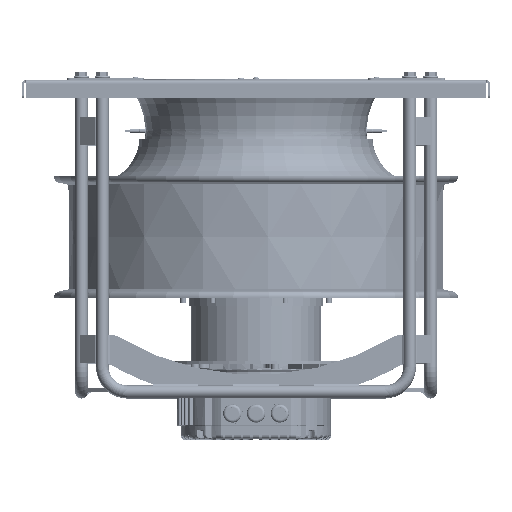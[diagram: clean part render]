
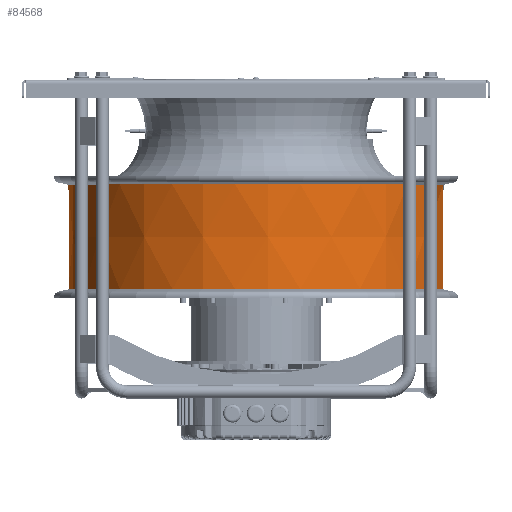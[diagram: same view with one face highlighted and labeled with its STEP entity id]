
A CAD part, top view. The second image highlights one B-rep face of the part: STEP entity #84568.
In plain terms, the highlighted conical face has half-angle 0.249 degrees and reference radius 269.388 mm.
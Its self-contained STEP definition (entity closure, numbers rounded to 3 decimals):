
#83905=CARTESIAN_POINT('',(0.,0.,0.));
#83906=DIRECTION('',(0.,1.,0.));
#83907=DIRECTION('',(0.,0.,1.));
#83908=AXIS2_PLACEMENT_3D('',#83905,#83906,#83907);
#83920=CARTESIAN_POINT('',(0.,150.047,0.));
#83921=DIRECTION('',(0.,1.,0.));
#83922=DIRECTION('',(-1.,0.,0.));
#83923=AXIS2_PLACEMENT_3D('',#83920,#83921,#83922);
#83925=CARTESIAN_POINT('',(0.,0.,0.));
#83926=DIRECTION('',(0.,1.,0.));
#83927=DIRECTION('',(-1.,0.,0.));
#83928=AXIS2_PLACEMENT_3D('',#83925,#83926,#83927);
#83940=DIRECTION('',(-0.004,-1.,0.));
#83941=VECTOR('',#83940,150.049);
#83942=CARTESIAN_POINT('',(269.714,150.047,
0.));
#83943=LINE('',#83942,#83941);
#83949=DIRECTION('',(0.004,-1.,0.));
#83950=VECTOR('',#83949,150.049);
#83951=CARTESIAN_POINT('',(-269.714,150.047,
0.));
#83952=LINE('',#83951,#83950);
#84211=CARTESIAN_POINT('',(-269.714,150.047,
0.));
#84212=VERTEX_POINT('',#84211);
#84219=CARTESIAN_POINT('',(269.714,150.047,
0.));
#84220=VERTEX_POINT('',#84219);
#84221=CARTESIAN_POINT('',(-269.062,0.,
0.));
#84222=CARTESIAN_POINT('',(0.,0.,
269.062));
#84223=VERTEX_POINT('',#84221);
#84224=VERTEX_POINT('',#84222);
#84225=CARTESIAN_POINT('',(269.062,0.,0.));
#84226=VERTEX_POINT('',#84225);
#84552=CARTESIAN_POINT('',(0.,75.024,0.));
#84553=DIRECTION('',(0.,1.,0.));
#84554=DIRECTION('',(1.,0.,0.));
#84555=AXIS2_PLACEMENT_3D('',#84552,#84553,#84554);
#84556=CONICAL_SURFACE('',#84555,269.388,0.249);
#84558=ORIENTED_EDGE('',*,*,#84557,.F.);
#84560=ORIENTED_EDGE('',*,*,#84559,.F.);
#84562=ORIENTED_EDGE('',*,*,#84561,.T.);
#84564=ORIENTED_EDGE('',*,*,#84563,.T.);
#84565=ORIENTED_EDGE('',*,*,#84540,.F.);
#84566=EDGE_LOOP('',(#84558,#84560,#84562,#84564,#84565));
#84567=FACE_OUTER_BOUND('',#84566,.F.);
#84568=ADVANCED_FACE('',(#84567),#84556,.T.);
#83909=CIRCLE('',#83908,269.062);
#83924=CIRCLE('',#83923,269.714);
#83929=CIRCLE('',#83928,269.062);
#84540=EDGE_CURVE('',#84224,#84226,#83909,.T.);
#84557=EDGE_CURVE('',#84223,#84224,#83929,.T.);
#84559=EDGE_CURVE('',#84212,#84223,#83952,.T.);
#84561=EDGE_CURVE('',#84212,#84220,#83924,.T.);
#84563=EDGE_CURVE('',#84220,#84226,#83943,.T.);
